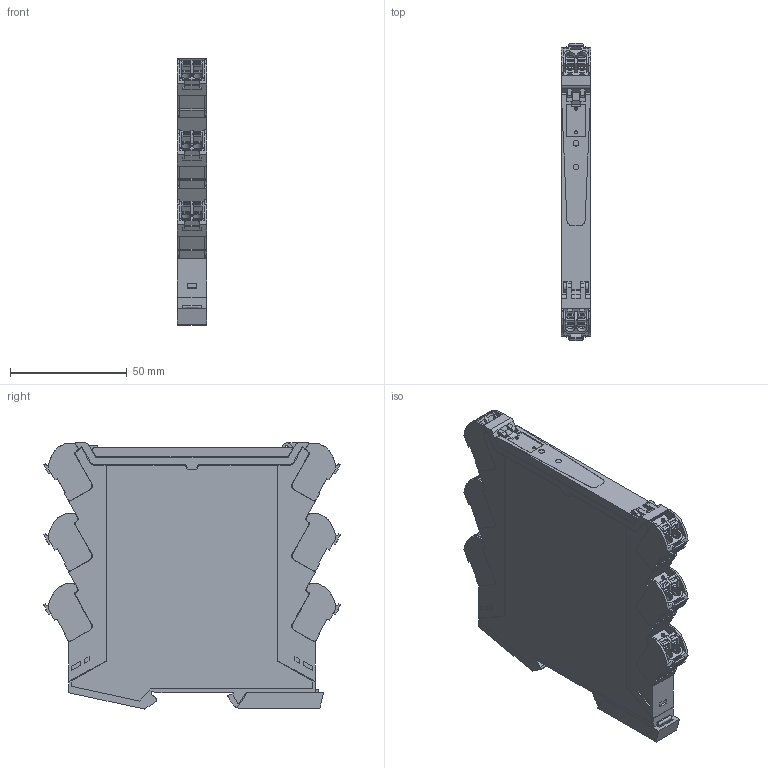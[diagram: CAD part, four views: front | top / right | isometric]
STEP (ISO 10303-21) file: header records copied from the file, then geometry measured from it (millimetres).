
FILE_DESCRIPTION(('CATIA V5 STEP Exchange','CAx-IF Rec.Pracs.--- Model Styling and Organization---1.4--- 2014-01-23'),'2;1');
FILE_NAME ('D1469775_0', '2021-01-08T10:40:34+00:00', ('none'), ('Weidmueller'), 'CATIA Version 5-6 Release 2016 SP3 HF44', 'CATIA V5 STEP AP214', 'none');
FILE_SCHEMA(('AUTOMOTIVE_DESIGN { 1 0 10303 214 1 1 1 1 }'));
Products named in the file (1): S3D_ACT20P_PRO_FI_AO_DO_P
Bounding box: 12.5 x 127.19 x 114.02 mm (x, y, z)
Volume: 148375 mm3; surface area: 53729.4 mm2
Topology: 29 solids, 29 shells, 1813 faces, 5707 edges, 3987 vertices
Faces by surface type: plane 1318, cylinder 303, extrusion 100, cone 66, torus 24, sphere 2
Entity records: 66614 total; most frequent: CARTESIAN_POINT 16630, ORIENTED_EDGE 11414, DIRECTION 7740, EDGE_CURVE 5707, VECTOR 4154, LINE 4054, VERTEX_POINT 3987, AXIS2_PLACEMENT_3D 2202
